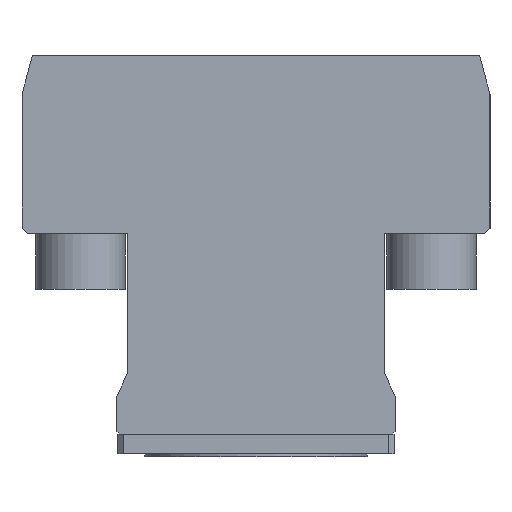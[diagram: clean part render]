
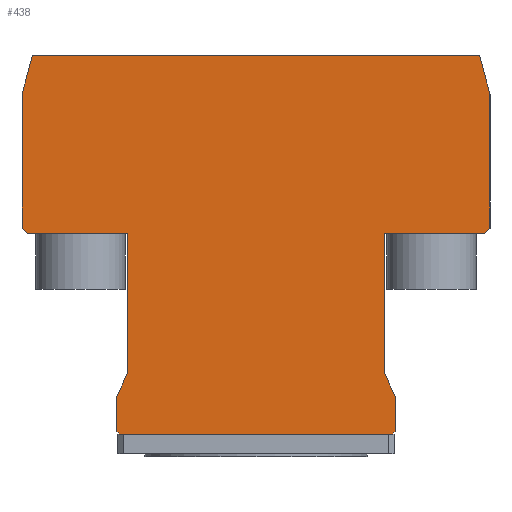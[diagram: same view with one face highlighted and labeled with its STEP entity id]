
A CAD part, left-side view. The second image highlights one B-rep face of the part: STEP entity #438.
In plain terms, the highlighted planar face has unit normal (-1, 0, 0).
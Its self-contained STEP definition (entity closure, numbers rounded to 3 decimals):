
#41=LINE('',#1897,#174);
#44=LINE('',#1903,#177);
#47=LINE('',#1909,#180);
#52=LINE('',#1919,#185);
#54=LINE('',#1924,#187);
#60=LINE('',#1936,#193);
#63=LINE('',#1942,#196);
#66=LINE('',#1948,#199);
#71=LINE('',#1958,#204);
#79=LINE('',#1974,#212);
#84=LINE('',#1984,#217);
#87=LINE('',#1990,#220);
#91=LINE('',#1998,#224);
#93=LINE('',#2011,#226);
#95=LINE('',#2013,#228);
#98=LINE('',#2019,#231);
#102=LINE('',#2026,#235);
#105=LINE('',#2031,#238);
#174=VECTOR('',#1469,1.);
#177=VECTOR('',#1474,1.);
#180=VECTOR('',#1479,1.);
#185=VECTOR('',#1486,1.);
#187=VECTOR('',#1490,1.);
#193=VECTOR('',#1498,1.);
#196=VECTOR('',#1503,1.);
#199=VECTOR('',#1508,1.);
#204=VECTOR('',#1515,1.);
#212=VECTOR('',#1527,1.);
#217=VECTOR('',#1534,1.);
#220=VECTOR('',#1539,1.);
#224=VECTOR('',#1545,1.);
#226=VECTOR('',#1557,1.);
#228=VECTOR('',#1559,1.);
#231=VECTOR('',#1564,1.);
#235=VECTOR('',#1570,1.);
#238=VECTOR('',#1577,1.);
#323=PLANE('',#1362);
#375=FACE_OUTER_BOUND('',#563,.T.);
#438=ADVANCED_FACE('',(#375),#323,.T.);
#563=EDGE_LOOP('',(#726,#727,#728,#729,#730,#731,#732,#733,#734,#735,#736,
#737,#738,#739,#740,#741,#742,#743));
#726=ORIENTED_EDGE('',*,*,#1104,.T.);
#727=ORIENTED_EDGE('',*,*,#1107,.T.);
#728=ORIENTED_EDGE('',*,*,#1110,.T.);
#729=ORIENTED_EDGE('',*,*,#1115,.T.);
#730=ORIENTED_EDGE('',*,*,#1117,.T.);
#731=ORIENTED_EDGE('',*,*,#1162,.T.);
#732=ORIENTED_EDGE('',*,*,#1123,.T.);
#733=ORIENTED_EDGE('',*,*,#1126,.T.);
#734=ORIENTED_EDGE('',*,*,#1129,.T.);
#735=ORIENTED_EDGE('',*,*,#1134,.T.);
#736=ORIENTED_EDGE('',*,*,#1172,.T.);
#737=ORIENTED_EDGE('',*,*,#1142,.T.);
#738=ORIENTED_EDGE('',*,*,#1147,.T.);
#739=ORIENTED_EDGE('',*,*,#1150,.T.);
#740=ORIENTED_EDGE('',*,*,#1154,.T.);
#741=ORIENTED_EDGE('',*,*,#1160,.T.);
#742=ORIENTED_EDGE('',*,*,#1165,.T.);
#743=ORIENTED_EDGE('',*,*,#1169,.T.);
#982=VERTEX_POINT('',#1892);
#984=VERTEX_POINT('',#1896);
#986=VERTEX_POINT('',#1902);
#988=VERTEX_POINT('',#1908);
#992=VERTEX_POINT('',#1918);
#994=VERTEX_POINT('',#1923);
#996=VERTEX_POINT('',#1929);
#999=VERTEX_POINT('',#1935);
#1001=VERTEX_POINT('',#1941);
#1003=VERTEX_POINT('',#1947);
#1007=VERTEX_POINT('',#1957);
#1013=VERTEX_POINT('',#1973);
#1014=VERTEX_POINT('',#1975);
#1017=VERTEX_POINT('',#1983);
#1019=VERTEX_POINT('',#1989);
#1022=VERTEX_POINT('',#1997);
#1028=VERTEX_POINT('',#2010);
#1030=VERTEX_POINT('',#2018);
#1104=EDGE_CURVE('',#982,#984,#41,.T.);
#1107=EDGE_CURVE('',#984,#986,#44,.T.);
#1110=EDGE_CURVE('',#986,#988,#47,.T.);
#1115=EDGE_CURVE('',#988,#992,#52,.T.);
#1117=EDGE_CURVE('',#992,#994,#54,.T.);
#1123=EDGE_CURVE('',#996,#999,#60,.T.);
#1126=EDGE_CURVE('',#999,#1001,#63,.T.);
#1129=EDGE_CURVE('',#1001,#1003,#66,.T.);
#1134=EDGE_CURVE('',#1003,#1007,#71,.T.);
#1142=EDGE_CURVE('',#1014,#1013,#79,.T.);
#1147=EDGE_CURVE('',#1013,#1017,#84,.T.);
#1150=EDGE_CURVE('',#1017,#1019,#87,.T.);
#1154=EDGE_CURVE('',#1019,#1022,#91,.T.);
#1160=EDGE_CURVE('',#1022,#1028,#93,.T.);
#1162=EDGE_CURVE('',#994,#996,#95,.T.);
#1165=EDGE_CURVE('',#1028,#1030,#98,.T.);
#1169=EDGE_CURVE('',#1030,#982,#102,.T.);
#1172=EDGE_CURVE('',#1007,#1014,#105,.T.);
#1362=AXIS2_PLACEMENT_3D('',#2032,#1578,#1579);
#1469=DIRECTION('',(0.,0.259,0.966));
#1474=DIRECTION('',(0.,1.,0.));
#1479=DIRECTION('',(0.,0.259,-0.966));
#1486=DIRECTION('',(0.,0.,-1.));
#1490=DIRECTION('',(0.,-0.707,-0.707));
#1498=DIRECTION('',(0.,0.,-1.));
#1503=DIRECTION('',(0.,0.423,-0.906));
#1508=DIRECTION('',(0.,0.,-1.));
#1515=DIRECTION('',(0.,-0.707,-0.707));
#1527=DIRECTION('',(0.,-0.707,0.707));
#1534=DIRECTION('',(0.,0.,1.));
#1539=DIRECTION('',(0.,0.423,0.906));
#1545=DIRECTION('',(0.,0.,1.));
#1557=DIRECTION('',(0.,-1.,0.));
#1559=DIRECTION('',(0.,-1.,0.));
#1564=DIRECTION('',(0.,-0.707,0.707));
#1570=DIRECTION('',(0.,0.,1.));
#1577=DIRECTION('',(0.,-1.,0.));
#1578=DIRECTION('',(-1.,0.,0.));
#1579=DIRECTION('',(0.,1.,0.));
#1892=CARTESIAN_POINT('',(-24.5,-42.,0.039));
#1896=CARTESIAN_POINT('',(-24.5,-40.135,7.));
#1897=CARTESIAN_POINT('',(-24.5,-42.,0.039));
#1902=CARTESIAN_POINT('',(-24.5,40.135,7.));
#1903=CARTESIAN_POINT('',(-24.5,-40.135,7.));
#1908=CARTESIAN_POINT('',(-24.5,42.,0.039));
#1909=CARTESIAN_POINT('',(-24.5,40.135,7.));
#1918=CARTESIAN_POINT('',(-24.5,42.,-24.));
#1919=CARTESIAN_POINT('',(-24.5,42.,0.039));
#1923=CARTESIAN_POINT('',(-24.5,41.,-25.));
#1924=CARTESIAN_POINT('',(-24.5,42.,-24.));
#1929=CARTESIAN_POINT('',(-24.5,23.,-25.));
#1935=CARTESIAN_POINT('',(-24.5,23.,-49.911));
#1936=CARTESIAN_POINT('',(-24.5,23.,-25.));
#1941=CARTESIAN_POINT('',(-24.5,25.,-54.2));
#1942=CARTESIAN_POINT('',(-24.5,23.,-49.911));
#1947=CARTESIAN_POINT('',(-24.5,25.,-60.5));
#1948=CARTESIAN_POINT('',(-24.5,25.,-54.2));
#1957=CARTESIAN_POINT('',(-24.5,24.5,-61.));
#1958=CARTESIAN_POINT('',(-24.5,24.5,-61.));
#1973=CARTESIAN_POINT('',(-24.5,-25.,-60.5));
#1974=CARTESIAN_POINT('',(-24.5,-25.,-60.5));
#1975=CARTESIAN_POINT('',(-24.5,-24.5,-61.));
#1983=CARTESIAN_POINT('',(-24.5,-25.,-54.2));
#1984=CARTESIAN_POINT('',(-24.5,-25.,-60.5));
#1989=CARTESIAN_POINT('',(-24.5,-23.,-49.911));
#1990=CARTESIAN_POINT('',(-24.5,-25.,-54.2));
#1997=CARTESIAN_POINT('',(-24.5,-23.,-25.));
#1998=CARTESIAN_POINT('',(-24.5,-23.,-49.911));
#2010=CARTESIAN_POINT('',(-24.5,-41.,-25.));
#2011=CARTESIAN_POINT('',(-24.5,-23.,-25.));
#2013=CARTESIAN_POINT('',(-24.5,41.,-25.));
#2018=CARTESIAN_POINT('',(-24.5,-42.,-24.));
#2019=CARTESIAN_POINT('',(-24.5,-42.,-24.));
#2026=CARTESIAN_POINT('',(-24.5,-42.,-24.));
#2031=CARTESIAN_POINT('',(-24.5,24.5,-61.));
#2032=CARTESIAN_POINT('',(-24.5,0.,0.));
